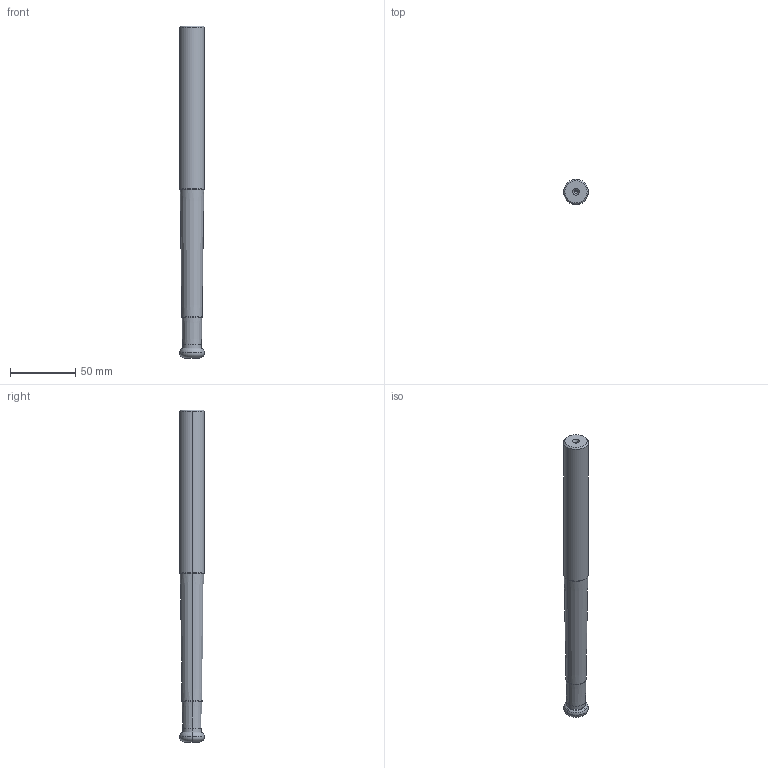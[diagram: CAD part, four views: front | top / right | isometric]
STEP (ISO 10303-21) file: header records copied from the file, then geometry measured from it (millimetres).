
FILE_DESCRIPTION(/* description */ (''),/* implementation_level */ '2;1');
FILE_NAME(/* name */ 'BRP3UNR122ELW12_ID0_313.stp',/* time_stamp */ '2021-02-02T08:26:04+09:00',/* author */ (''),/* organization */ (''),/* preprocessor_version */ 'ST-DEVELOPER v16',/* originating_system */ 'SIEMENS PLM Software NX 10.0',/* authorisation */ '');
FILE_SCHEMA (('AUTOMOTIVE_DESIGN { 1 0 10303 214 3 1 1 1 }'));
Length unit declared in the file: millimetre
Products named in the file (1): BRP3UNR122ELW12_ID0_313_ASM
Bounding box: 19.05 x 19.05 x 254 mm (x, y, z)
Volume: 64229.6 mm3; surface area: 15468.2 mm2
Topology: 2 solids, 2 shells, 41 faces, 92 edges, 58 vertices
Faces by surface type: torus 18, cone 12, cylinder 8, plane 3
Entity records: 1285 total; most frequent: DIRECTION 264, CARTESIAN_POINT 196, ORIENTED_EDGE 176, AXIS2_PLACEMENT_3D 122, EDGE_CURVE 88, CIRCLE 70, VERTEX_POINT 51, EDGE_LOOP 43
